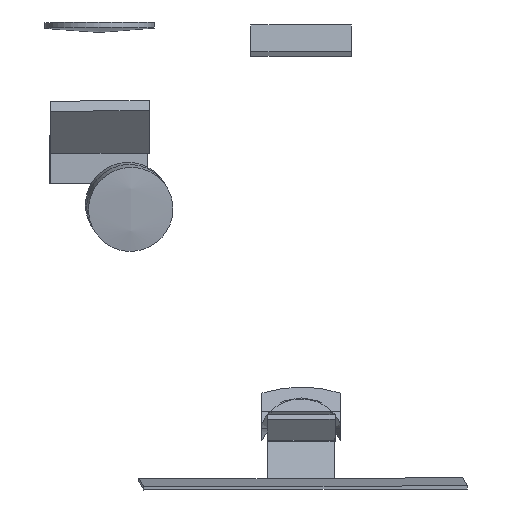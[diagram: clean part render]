
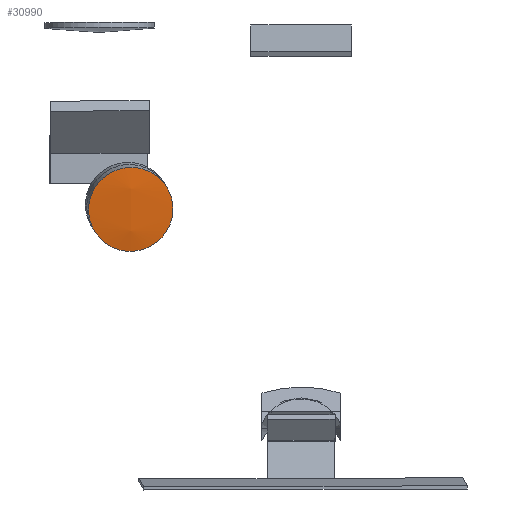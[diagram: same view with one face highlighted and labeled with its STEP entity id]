
A CAD part, front view. The second image highlights one B-rep face of the part: STEP entity #30990.
In plain terms, the highlighted spherical face has radius 59.109 mm.
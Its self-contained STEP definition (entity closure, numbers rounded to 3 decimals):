
#30780 = CARTESIAN_POINT ('', (-24.52, 156.571, 12070.888));
#30790 = VERTEX_POINT ('', #30780);
#30800 = CARTESIAN_POINT ('', (-24.52, 156.571, 12070.888));
#30810 = CARTESIAN_POINT ('', (-24.479, 155.499, 12078.917));
#30820 = CARTESIAN_POINT ('', (-32.551, 154.827, 12078.868));
#30830 = CARTESIAN_POINT ('', (-40.623, 154.154, 12078.819));
#30840 = CARTESIAN_POINT ('', (-40.664, 155.225, 12070.791));
#30850 = CARTESIAN_POINT ('', (-40.705, 156.297, 12062.762));
#30860 = CARTESIAN_POINT ('', (-32.633, 156.97, 12062.811));
#30870 = CARTESIAN_POINT ('', (-24.561, 157.642, 12062.859));
#30880 = CARTESIAN_POINT ('', (-24.52, 156.571, 12070.888));
#30890 = (
   BOUNDED_CURVE ()
   B_SPLINE_CURVE (2, (#30800, #30810, #30820, #30830, #30840, #30850, #30860, #30870, #30880), .UNSPECIFIED., .T., .U.)
   B_SPLINE_CURVE_WITH_KNOTS ((3, 2, 2, 2, 3), (0., 1.571, 3.142, 4.712, 6.283), .UNSPECIFIED.)
   CURVE ()
   GEOMETRIC_REPRESENTATION_ITEM ()
   RATIONAL_B_SPLINE_CURVE ((1., 0.707, 1., 0.707, 1., 0.707, 1., 0.707, 1.))
   REPRESENTATION_ITEM ('')
);
#30900 = EDGE_CURVE ('', #30790, #30790, #30890, .T.);
#30910 = ORIENTED_EDGE ('', *, *, #30900, .T.);
#30920 = EDGE_LOOP ('', (#30910));
#30930 = FACE_OUTER_BOUND ('', #30920, .T.);
#30940 = CARTESIAN_POINT ('', (-37.459, 213.731, 12078.583));
#30950 = DIRECTION ('', (-0.997, -0.083, -0.006));
#30960 = DIRECTION ('', (-0.005, 0.132, -0.991));
#30970 = AXIS2_PLACEMENT_3D ('', #30940, #30950, #30960);
#30980 = SPHERICAL_SURFACE ('', #30970, 59.11);
#30990 = ADVANCED_FACE ('', (#30930), #30980, .T.);
